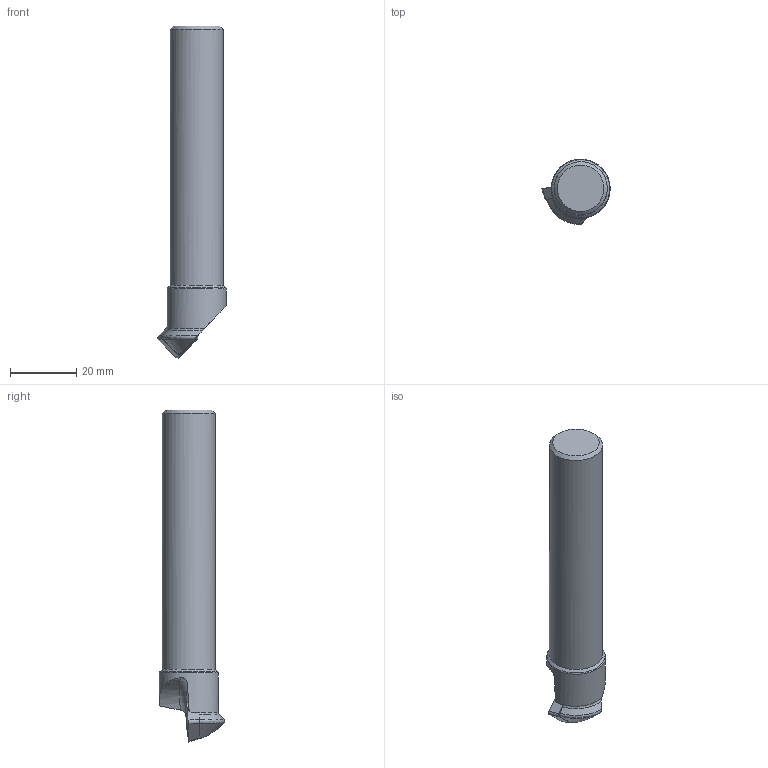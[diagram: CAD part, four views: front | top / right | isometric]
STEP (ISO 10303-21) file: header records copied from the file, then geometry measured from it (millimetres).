
FILE_DESCRIPTION(/* description */ (''),/* implementation_level */ '2;1');
FILE_NAME(/* name */ '1562133630762.stp',/* time_stamp */ '2019-07-03T11:30:42+05:00',/* author */ (''),/* organization */ ('SMS'),/* preprocessor_version */ 'ST-DEVELOPER v15',/* originating_system */ 'SIEMENS PLM Software NX 8.5',/* authorisation */ '');
FILE_SCHEMA (('AUTOMOTIVE_DESIGN { 1 0 10303 214 3 1 1 1 }'));
Length unit declared in the file: millimetre
Products named in the file (4): 202410841mod000_00; ASSEMBLY_CONSTRUCTION; 202410746mod000_00; 202410753mod000_00
Assembly tree (3 placements, depth 2):
  202410753mod000_00
    202410746mod000_00
    ASSEMBLY_CONSTRUCTION
    202410841mod000_00
Bounding box: 20.58 x 19.7 x 100 mm (x, y, z)
Volume: 18564.7 mm3; surface area: 5459.4 mm2
Topology: 2 solids, 2 shells, 92 faces, 241 edges, 163 vertices
Faces by surface type: plane 31, bspline 18, cone 14, extrusion 13, torus 8, cylinder 7, sphere 1
Full cylindrical faces by diameter (mm): 2.7 x1, 3 x1, 3.4 x1, 4.2 x1, 15.995 x1, 17.758 x1
Entity records: 4789 total; most frequent: CARTESIAN_POINT 2612, ORIENTED_EDGE 432, DIRECTION 354, EDGE_CURVE 216, VERTEX_POINT 147, AXIS2_PLACEMENT_3D 147, EDGE_LOOP 112, B_SPLINE_CURVE_WITH_KNOTS 109
